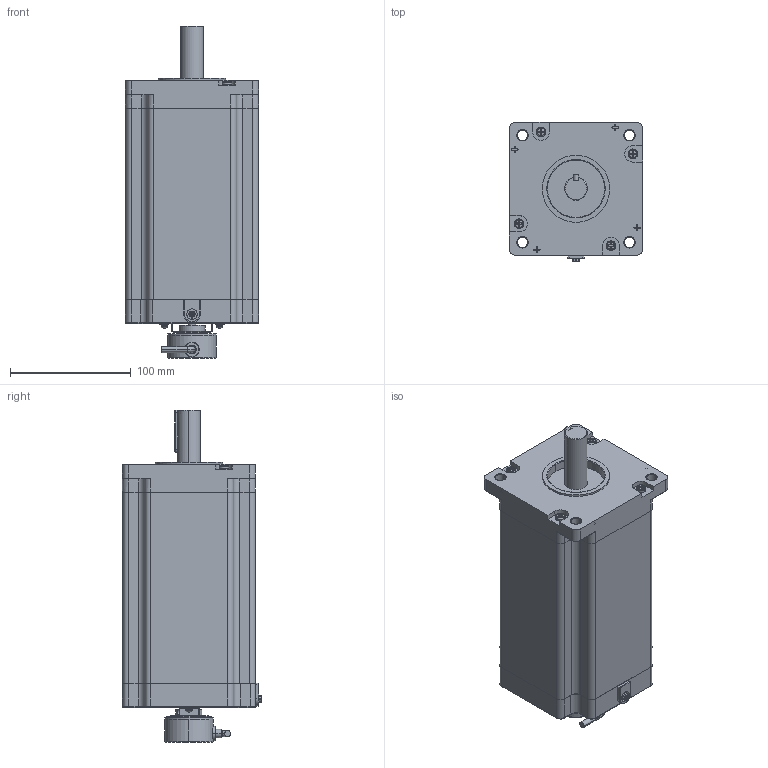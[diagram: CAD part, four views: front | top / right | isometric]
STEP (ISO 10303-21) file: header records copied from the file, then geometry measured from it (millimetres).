
FILE_DESCRIPTION((''),'2;1');
FILE_NAME('MTEN-0118_ASM','2018-07-09T14:05:46',('Matteo Maccalli'),(''),'CREO PARAMETRIC BY PTC INC, 2017260','CREO PARAMETRIC BY PTC INC, 2017260','');
FILE_SCHEMA(('AUTOMOTIVE_DESIGN { 1 0 10303 214 1 1 1 1 }'));
Length unit declared in the file: millimetre
Products named in the file (15): FRONT_FLANGE_42HE_FORI_SX_8; STATOR_STACK_42HE79_H158; REAR_FLANGE_MT42HE_FIXDXE_DIST8; F_SHAFT_MT42HE_H45_D19E05_K4E75; KEY_4E75X4E75X34E93; USCITA_CAVI_TONDA_42HE; TCC_M4X20_AF0; TCC_M4X20; REAR_SHAFT_MT42HE; MT42HE79070B8K_ASM; _SE460400AA10030; MAR-PN3; RONDELLA_DENTELLATA_VITE2E5; TCC_M2E5X05; MTEN-0118_ASM
Assembly tree (23 placements, depth 3):
  MTEN-0118_ASM
    MT42HE79070B8K_ASM
      FRONT_FLANGE_42HE_FORI_SX_8
      STATOR_STACK_42HE79_H158
      REAR_FLANGE_MT42HE_FIXDXE_DIST8
      F_SHAFT_MT42HE_H45_D19E05_K4E75
      KEY_4E75X4E75X34E93
      USCITA_CAVI_TONDA_42HE
      TCC_M4X20_AF0
      TCC_M4X20  x7
      REAR_SHAFT_MT42HE
    _SE460400AA10030
    MAR-PN3  x2
    RONDELLA_DENTELLATA_VITE2E5  x2
    TCC_M2E5X05  x2
Bounding box: 110 x 115 x 274.5 mm (x, y, z)
Volume: 1550237.2 mm3; surface area: 295658.7 mm2
Topology: 30 solids, 38 shells, 1074 faces, 2828 edges, 1847 vertices
Faces by surface type: plane 466, cylinder 464, torus 82, sphere 32, cone 29, bspline 1
Entity records: 33376 total; most frequent: CARTESIAN_POINT 5462, DIRECTION 5112, ORIENTED_EDGE 4636, EDGE_CURVE 2334, AXIS2_PLACEMENT_3D 1947, VERTEX_POINT 1535, PRESENTATION_STYLE_ASSIGNMENT 1382, STYLED_ITEM 1362
